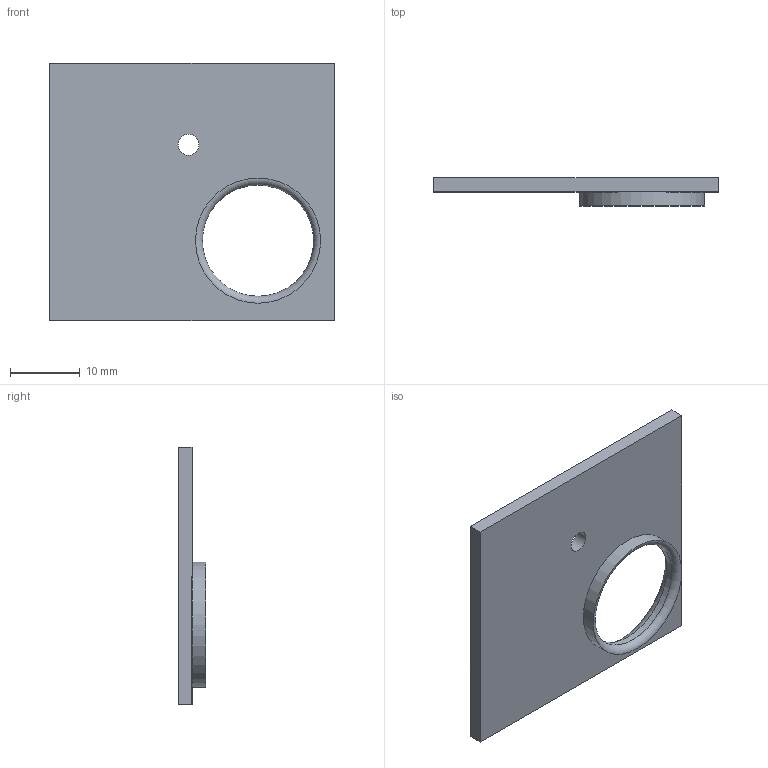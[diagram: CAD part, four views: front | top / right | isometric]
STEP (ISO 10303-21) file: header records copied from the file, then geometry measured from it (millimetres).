
FILE_DESCRIPTION(('STEP AP242'), '1');
FILE_NAME('膰豵鵨1', '', ('UNSPECIFIED'), ('UNSPECIFIED'), 'C3D Converter', 'C3D Toolkit', '');
FILE_SCHEMA(('AP242_MANAGED_MODEL_BASED_3D_ENGINEERING_MIM_LF { 1 0 10303 442 1 1 4 }'));
Length unit declared in the file: millimetre
Bounding box: 41 x 4 x 37 mm (x, y, z)
Volume: 2607.7 mm3; surface area: 3204.2 mm2
Topology: 1 solids, 1 shells, 12 faces, 25 edges, 16 vertices
Faces by surface type: plane 7, cylinder 3, torus 2
Full cylindrical faces by diameter (mm): 3 x1, 16 x1, 18 x1
Entity records: 344 total; most frequent: DIRECTION 54, CARTESIAN_POINT 49, ORIENTED_EDGE 40, EDGE_LOOP 22, AXIS2_PLACEMENT_3D 21, EDGE_CURVE 20, VERTEX_POINT 16, ADVANCED_FACE 12
